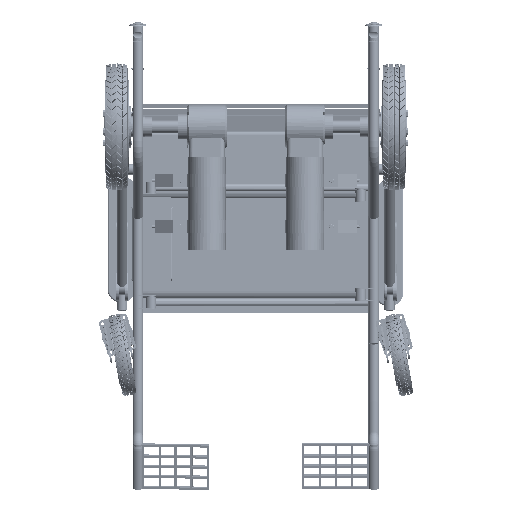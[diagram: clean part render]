
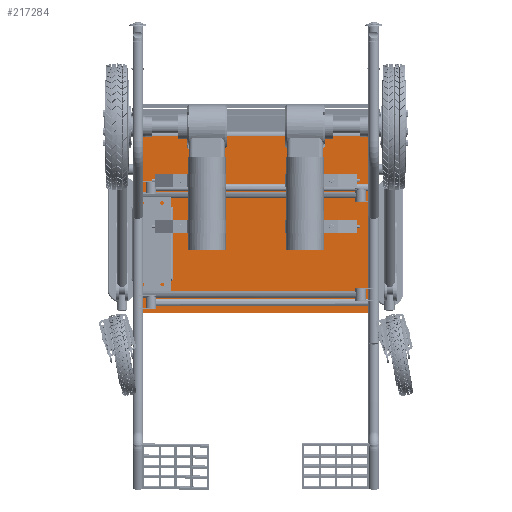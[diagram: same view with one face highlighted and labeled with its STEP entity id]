
A CAD part, front view. The second image highlights one B-rep face of the part: STEP entity #217284.
In plain terms, the highlighted planar face has unit normal (0, -1, 0).
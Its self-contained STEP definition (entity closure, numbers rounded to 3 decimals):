
#217284 = ADVANCED_FACE('',(#217285),#217319,.T.);
#217285 = FACE_BOUND('',#217286,.T.);
#217286 = EDGE_LOOP('',(#217287,#217297,#217305,#217313));
#217287 = ORIENTED_EDGE('',*,*,#217288,.T.);
#217288 = EDGE_CURVE('',#217289,#217291,#217293,.T.);
#217289 = VERTEX_POINT('',#217290);
#217290 = CARTESIAN_POINT('',(-175.273,-608.06,
    481.768));
#217291 = VERTEX_POINT('',#217292);
#217292 = CARTESIAN_POINT('',(384.3,-608.06,
    481.768));
#217293 = LINE('',#217294,#217295);
#217294 = CARTESIAN_POINT('',(-175.273,-608.06,
    481.768));
#217295 = VECTOR('',#217296,1.);
#217296 = DIRECTION('',(1.,0.,0.));
#217297 = ORIENTED_EDGE('',*,*,#217298,.T.);
#217298 = EDGE_CURVE('',#217291,#217299,#217301,.T.);
#217299 = VERTEX_POINT('',#217300);
#217300 = CARTESIAN_POINT('',(384.3,-608.06,
    901.768));
#217301 = LINE('',#217302,#217303);
#217302 = CARTESIAN_POINT('',(384.3,-608.06,
    481.768));
#217303 = VECTOR('',#217304,1.);
#217304 = DIRECTION('',(0.,0.,1.));
#217305 = ORIENTED_EDGE('',*,*,#217306,.F.);
#217306 = EDGE_CURVE('',#217307,#217299,#217309,.T.);
#217307 = VERTEX_POINT('',#217308);
#217308 = CARTESIAN_POINT('',(-175.273,-608.06,
    901.768));
#217309 = LINE('',#217310,#217311);
#217310 = CARTESIAN_POINT('',(-175.273,-608.06,
    901.768));
#217311 = VECTOR('',#217312,1.);
#217312 = DIRECTION('',(1.,0.,0.));
#217313 = ORIENTED_EDGE('',*,*,#217314,.F.);
#217314 = EDGE_CURVE('',#217289,#217307,#217315,.T.);
#217315 = LINE('',#217316,#217317);
#217316 = CARTESIAN_POINT('',(-175.273,-608.06,
    481.768));
#217317 = VECTOR('',#217318,1.);
#217318 = DIRECTION('',(0.,0.,1.));
#217319 = PLANE('',#217320);
#217320 = AXIS2_PLACEMENT_3D('',#217321,#217322,#217323);
#217321 = CARTESIAN_POINT('',(-175.273,-608.06,
    481.768));
#217322 = DIRECTION('',(0.,-1.,0.));
#217323 = DIRECTION('',(1.,0.,0.));
